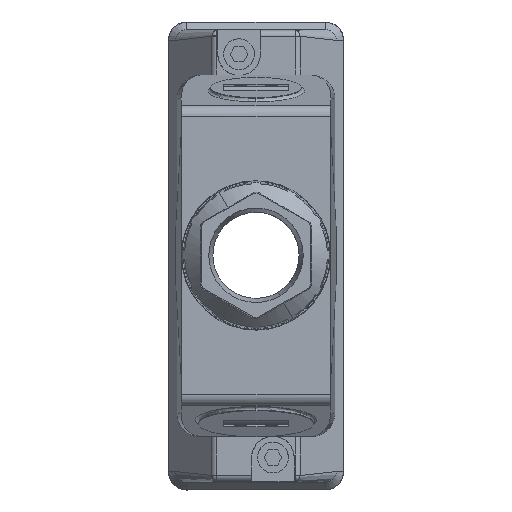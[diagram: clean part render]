
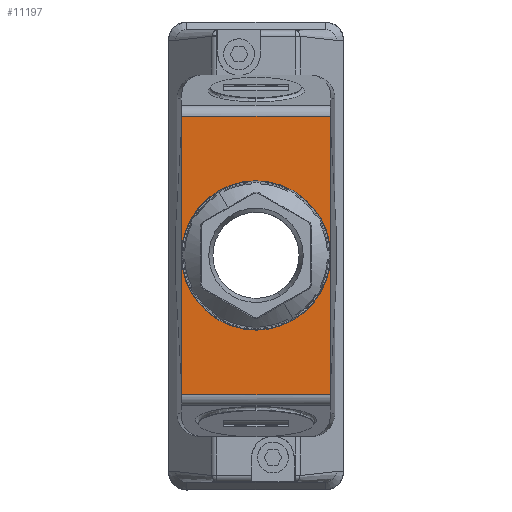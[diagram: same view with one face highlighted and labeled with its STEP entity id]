
A CAD part, top view. The second image highlights one B-rep face of the part: STEP entity #11197.
In plain terms, the highlighted planar face has unit normal (0, 0, 1).
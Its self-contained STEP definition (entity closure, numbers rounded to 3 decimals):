
#11163=AXIS2_PLACEMENT_3D('Plane Axis2P3D',#11160,#11161,#11162) ;
#11173=AXIS2_PLACEMENT_3D('Circle Axis2P3D',#11171,#11172,$) ;
#11182=AXIS2_PLACEMENT_3D('Circle Axis2P3D',#11180,#11181,$) ;
#11189=AXIS2_PLACEMENT_3D('Circle Axis2P3D',#11187,#11188,$) ;
#8967=CARTESIAN_POINT('Line Origine',(4.43,76.,95.)) ;
#8971=CARTESIAN_POINT('Vertex',(4.43,30.711,95.)) ;
#8973=CARTESIAN_POINT('Vertex',(4.43,121.289,95.)) ;
#9489=CARTESIAN_POINT('Line Origine',(46.139,121.289,95.)) ;
#9493=CARTESIAN_POINT('Vertex',(52.57,121.289,95.)) ;
#9607=CARTESIAN_POINT('Line Origine',(46.139,30.711,95.)) ;
#9611=CARTESIAN_POINT('Vertex',(52.57,30.711,95.)) ;
#9848=CARTESIAN_POINT('Line Origine',(52.57,76.,95.)) ;
#11160=CARTESIAN_POINT('Axis2P3D Location',(-4.496,-8.186,95.)) ;
#11171=CARTESIAN_POINT('Axis2P3D Location',(28.5,76.,95.)) ;
#11175=CARTESIAN_POINT('Vertex',(46.903,86.625,95.)) ;
#11177=CARTESIAN_POINT('Vertex',(42.156,59.719,95.)) ;
#11180=CARTESIAN_POINT('Axis2P3D Location',(28.5,76.,95.)) ;
#11184=CARTESIAN_POINT('Vertex',(10.097,65.375,95.)) ;
#11187=CARTESIAN_POINT('Axis2P3D Location',(28.5,76.,95.)) ;
#8968=DIRECTION('Vector Direction',(0.,1.,0.)) ;
#9490=DIRECTION('Vector Direction',(-1.,0.,0.)) ;
#9608=DIRECTION('Vector Direction',(1.,0.,0.)) ;
#9849=DIRECTION('Vector Direction',(0.,-1.,0.)) ;
#11161=DIRECTION('Axis2P3D Direction',(0.,0.,-1.)) ;
#11162=DIRECTION('Axis2P3D XDirection',(1.,0.,0.)) ;
#11172=DIRECTION('Axis2P3D Direction',(0.,0.,-1.)) ;
#11181=DIRECTION('Axis2P3D Direction',(0.,0.,-1.)) ;
#11188=DIRECTION('Axis2P3D Direction',(0.,0.,-1.)) ;
#8969=VECTOR('Line Direction',#8968,1.) ;
#9491=VECTOR('Line Direction',#9490,1.) ;
#9609=VECTOR('Line Direction',#9608,1.) ;
#9850=VECTOR('Line Direction',#9849,1.) ;
#11166=ORIENTED_EDGE('',*,*,#9495,.T.) ;
#11167=ORIENTED_EDGE('',*,*,#8975,.F.) ;
#11168=ORIENTED_EDGE('',*,*,#9613,.T.) ;
#11169=ORIENTED_EDGE('',*,*,#9852,.F.) ;
#11193=ORIENTED_EDGE('',*,*,#11179,.T.) ;
#11194=ORIENTED_EDGE('',*,*,#11186,.T.) ;
#11195=ORIENTED_EDGE('',*,*,#11191,.T.) ;
#11196=FACE_BOUND('',#11192,.T.) ;
#11197=ADVANCED_FACE('MANIFOLD_SOLID_BREP #200770',(#11170,#11196),#11164,.F.) ;
#11174=CIRCLE('generated circle',#11173,21.25) ;
#11183=CIRCLE('generated circle',#11182,21.25) ;
#11190=CIRCLE('generated circle',#11189,21.25) ;
#8975=EDGE_CURVE('',#8972,#8974,#8970,.T.) ;
#9495=EDGE_CURVE('',#9494,#8974,#9492,.T.) ;
#9613=EDGE_CURVE('',#8972,#9612,#9610,.T.) ;
#9852=EDGE_CURVE('',#9494,#9612,#9851,.T.) ;
#11179=EDGE_CURVE('',#11176,#11178,#11174,.T.) ;
#11186=EDGE_CURVE('',#11178,#11185,#11183,.T.) ;
#11191=EDGE_CURVE('',#11185,#11176,#11190,.T.) ;
#11165=EDGE_LOOP('',(#11166,#11167,#11168,#11169)) ;
#11192=EDGE_LOOP('',(#11193,#11194,#11195)) ;
#11170=FACE_OUTER_BOUND('',#11165,.T.) ;
#8970=LINE('Line',#8967,#8969) ;
#9492=LINE('Line',#9489,#9491) ;
#9610=LINE('Line',#9607,#9609) ;
#9851=LINE('Line',#9848,#9850) ;
#11164=PLANE('',#11163) ;
#8972=VERTEX_POINT('',#8971) ;
#8974=VERTEX_POINT('',#8973) ;
#9494=VERTEX_POINT('',#9493) ;
#9612=VERTEX_POINT('',#9611) ;
#11176=VERTEX_POINT('',#11175) ;
#11178=VERTEX_POINT('',#11177) ;
#11185=VERTEX_POINT('',#11184) ;
